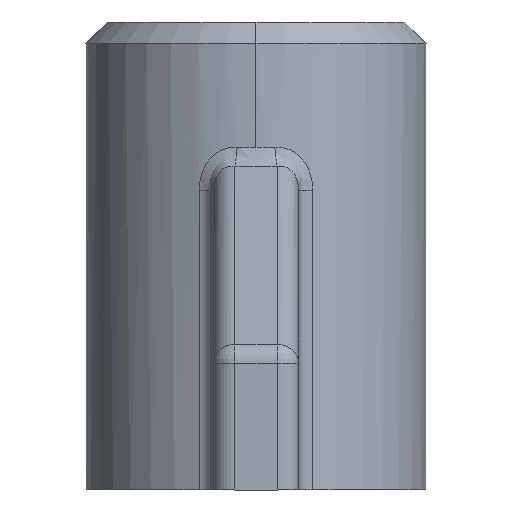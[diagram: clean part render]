
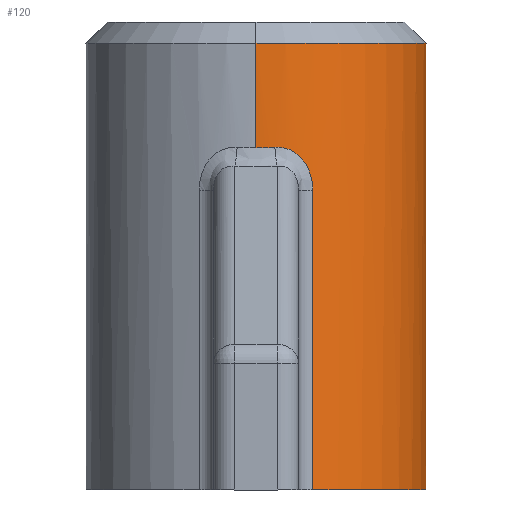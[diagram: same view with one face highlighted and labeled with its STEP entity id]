
A CAD part, left-side view. The second image highlights one B-rep face of the part: STEP entity #120.
In plain terms, the highlighted cylindrical face has radius 8 mm (diameter 16 mm), a partial arc.
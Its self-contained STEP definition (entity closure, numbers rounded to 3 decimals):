
#120=ADVANCED_FACE('',(#254),#255,.T.);
#254=FACE_OUTER_BOUND('',#507,.T.);
#255=CYLINDRICAL_SURFACE('',#508,8.0);
#507=EDGE_LOOP('',(#1149,#1150,#1151,#1152,#1153,#1154,#1155,#1156,#1157,#1158));
#508=AXIS2_PLACEMENT_3D('',#1159,#1160,#1161);
#1149=ORIENTED_EDGE('',*,*,#1426,.F.);
#1150=ORIENTED_EDGE('',*,*,#1427,.T.);
#1151=ORIENTED_EDGE('',*,*,#1415,.F.);
#1152=ORIENTED_EDGE('',*,*,#1379,.T.);
#1153=ORIENTED_EDGE('',*,*,#1327,.F.);
#1154=ORIENTED_EDGE('',*,*,#1412,.T.);
#1155=ORIENTED_EDGE('',*,*,#1428,.F.);
#1156=ORIENTED_EDGE('',*,*,#1429,.T.);
#1157=ORIENTED_EDGE('',*,*,#1430,.F.);
#1158=ORIENTED_EDGE('',*,*,#1359,.T.);
#1159=CARTESIAN_POINT('',(0.0,0.0,12.0));
#1160=DIRECTION('',(0.0,-0.0,1.0));
#1161=DIRECTION('',(-1.0,0.0,0.0));
#1327=EDGE_CURVE('',#1486,#1488,#1489,.T.);
#1359=EDGE_CURVE('',#1546,#1543,#1547,.F.);
#1379=EDGE_CURVE('',#1577,#1488,#1578,.T.);
#1412=EDGE_CURVE('',#1486,#1618,#1620,.F.);
#1415=EDGE_CURVE('',#1577,#1623,#1624,.T.);
#1426=EDGE_CURVE('',#1636,#1543,#1637,.T.);
#1427=EDGE_CURVE('',#1636,#1623,#1638,.T.);
#1428=EDGE_CURVE('',#1639,#1618,#1640,.T.);
#1429=EDGE_CURVE('',#1639,#1641,#1642,.T.);
#1430=EDGE_CURVE('',#1546,#1641,#1643,.T.);
#1486=VERTEX_POINT('',#1705);
#1488=VERTEX_POINT('',#1707);
#1489=CIRCLE('',#1708,8.0);
#1543=VERTEX_POINT('',#1810);
#1546=VERTEX_POINT('',#1814);
#1547=CIRCLE('',#1815,8.0);
#1577=VERTEX_POINT('',#1865);
#1578=LINE('',#1866,#1867);
#1618=VERTEX_POINT('',#1960);
#1620=LINE('',#1962,#1963);
#1623=VERTEX_POINT('',#1967);
#1624=B_SPLINE_CURVE_WITH_KNOTS('',3,(#1968,#1969,#1970,#1971,#1972,#1973,#1974,#1975,#1976,#1977,#1978,#1979,#1980,#1981),.UNSPECIFIED.,.F.,.F.,(4,2,2,2,2,2,4),(0.0,0.001,0.001,0.002,0.002,0.003,0.003),.UNSPECIFIED.);
#1636=VERTEX_POINT('',#2008);
#1637=LINE('',#2009,#2010);
#1638=ELLIPSE('',#2011,9.286,8.0);
#1639=VERTEX_POINT('',#2012);
#1640=B_SPLINE_CURVE_WITH_KNOTS('',3,(#2013,#2014,#2015,#2016,#2017,#2018,#2019,#2020,#2021,#2022,#2023,#2024,#2025,#2026,#2027,#2028),.UNSPECIFIED.,.F.,.F.,(4,2,2,2,2,2,2,4),(0.0,0.,0.001,0.001,0.002,0.002,0.002,0.003),.UNSPECIFIED.);
#1641=VERTEX_POINT('',#2029);
#1642=ELLIPSE('',#2030,9.286,8.0);
#1643=LINE('',#2031,#2032);
#1705=CARTESIAN_POINT('',(7.542,-2.667,-10.0));
#1707=CARTESIAN_POINT('',(-7.542,-2.667,-10.0));
#1708=AXIS2_PLACEMENT_3D('',#2143,#2144,#2145);
#1810=CARTESIAN_POINT('',(-8.0,0.,11.0));
#1814=CARTESIAN_POINT('',(8.0,0.0,11.0));
#1815=AXIS2_PLACEMENT_3D('',#2191,#2192,#2193);
#1865=CARTESIAN_POINT('',(-7.542,-2.667,4.093));
#1866=CARTESIAN_POINT('',(-7.542,-2.667,12.0));
#1867=VECTOR('',#2219,1000.0);
#1960=CARTESIAN_POINT('',(7.542,-2.667,4.093));
#1962=CARTESIAN_POINT('',(7.542,-2.667,12.0));
#1963=VECTOR('',#2253,1000.0);
#1967=CARTESIAN_POINT('',(-7.95,-0.889,6.11));
#1968=CARTESIAN_POINT('',(-7.542,-2.667,4.093));
#1969=CARTESIAN_POINT('',(-7.542,-2.667,4.35));
#1970=CARTESIAN_POINT('',(-7.555,-2.633,4.604));
#1971=CARTESIAN_POINT('',(-7.593,-2.521,4.97));
#1972=CARTESIAN_POINT('',(-7.608,-2.474,5.087));
#1973=CARTESIAN_POINT('',(-7.645,-2.358,5.312));
#1974=CARTESIAN_POINT('',(-7.666,-2.289,5.419));
#1975=CARTESIAN_POINT('',(-7.734,-2.054,5.712));
#1976=CARTESIAN_POINT('',(-7.786,-1.853,5.873));
#1977=CARTESIAN_POINT('',(-7.857,-1.512,6.028));
#1978=CARTESIAN_POINT('',(-7.879,-1.389,6.067));
#1979=CARTESIAN_POINT('',(-7.919,-1.143,6.111));
#1980=CARTESIAN_POINT('',(-7.936,-1.017,6.119));
#1981=CARTESIAN_POINT('',(-7.95,-0.889,6.11));
#2008=CARTESIAN_POINT('',(-8.0,0.,6.081));
#2009=CARTESIAN_POINT('',(-8.0,0.,0.5));
#2010=VECTOR('',#2262,1.0);
#2011=AXIS2_PLACEMENT_3D('',#2263,#2264,#2265);
#2012=CARTESIAN_POINT('',(7.95,-0.889,6.11));
#2013=CARTESIAN_POINT('',(7.95,-0.889,6.11));
#2014=CARTESIAN_POINT('',(7.936,-1.017,6.119));
#2015=CARTESIAN_POINT('',(7.919,-1.143,6.112));
#2016=CARTESIAN_POINT('',(7.879,-1.393,6.066));
#2017=CARTESIAN_POINT('',(7.856,-1.514,6.028));
#2018=CARTESIAN_POINT('',(7.809,-1.741,5.924));
#2019=CARTESIAN_POINT('',(7.784,-1.85,5.857));
#2020=CARTESIAN_POINT('',(7.735,-2.046,5.701));
#2021=CARTESIAN_POINT('',(7.711,-2.133,5.613));
#2022=CARTESIAN_POINT('',(7.665,-2.291,5.417));
#2023=CARTESIAN_POINT('',(7.644,-2.36,5.309));
#2024=CARTESIAN_POINT('',(7.608,-2.474,5.086));
#2025=CARTESIAN_POINT('',(7.592,-2.521,4.969));
#2026=CARTESIAN_POINT('',(7.555,-2.633,4.603));
#2027=CARTESIAN_POINT('',(7.542,-2.667,4.35));
#2028=CARTESIAN_POINT('',(7.542,-2.667,4.093));
#2029=CARTESIAN_POINT('',(8.0,0.,6.081));
#2030=AXIS2_PLACEMENT_3D('',#2266,#2267,#2268);
#2031=CARTESIAN_POINT('',(8.0,0.,0.5));
#2032=VECTOR('',#2269,1.0);
#2143=CARTESIAN_POINT('',(0.0,0.0,-10.0));
#2144=DIRECTION('',(0.0,0.0,-1.0));
#2145=DIRECTION('',(-1.0,0.0,0.0));
#2191=CARTESIAN_POINT('',(0.0,0.0,11.0));
#2192=DIRECTION('',(0.0,0.0,1.0));
#2193=DIRECTION('',(1.0,0.0,0.0));
#2219=DIRECTION('',(0.0,0.0,-1.0));
#2253=DIRECTION('',(0.0,0.0,-1.0));
#2262=DIRECTION('',(0.0,-0.0,1.0));
#2263=CARTESIAN_POINT('',(0.0,0.0,10.797));
#2264=DIRECTION('',(-0.508,0.0,0.861));
#2265=DIRECTION('',(-0.861,0.0,-0.508));
#2266=CARTESIAN_POINT('',(0.0,0.0,10.797));
#2267=DIRECTION('',(0.508,0.0,0.861));
#2268=DIRECTION('',(0.861,0.0,-0.508));
#2269=DIRECTION('',(0.0,-0.0,-1.0));
